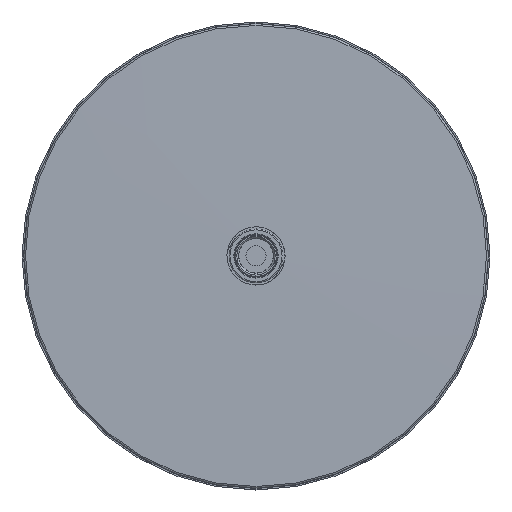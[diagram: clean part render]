
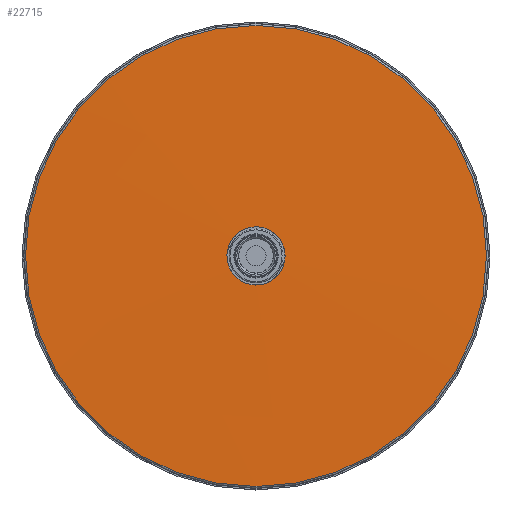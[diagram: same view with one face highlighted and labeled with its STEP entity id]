
A CAD part, top view. The second image highlights one B-rep face of the part: STEP entity #22715.
In plain terms, the highlighted conical face has half-angle 89.5 degrees and reference radius 12.37 mm.
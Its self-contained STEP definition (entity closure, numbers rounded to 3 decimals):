
#4519=CIRCLE('',#27410,126.107);
#4520=CIRCLE('',#27412,14.6);
#4890=CONICAL_SURFACE('',#27411,12.37,1.562);
#9150=ORIENTED_EDGE('',*,*,#12862,.F.);
#9151=ORIENTED_EDGE('',*,*,#12863,.T.);
#12862=EDGE_CURVE('',#16503,#16503,#4519,.T.);
#12863=EDGE_CURVE('',#16504,#16504,#4520,.T.);
#16503=VERTEX_POINT('',#52009);
#16504=VERTEX_POINT('',#52012);
#19650=EDGE_LOOP('',(#9150));
#19651=EDGE_LOOP('',(#9151));
#21696=FACE_BOUND('',#19650,.T.);
#21697=FACE_BOUND('',#19651,.T.);
#22715=ADVANCED_FACE('',(#21696,#21697),#4890,.T.);
#27410=AXIS2_PLACEMENT_3D('',#52008,#32894,#32895);
#27411=AXIS2_PLACEMENT_3D('',#52010,#32896,#32897);
#27412=AXIS2_PLACEMENT_3D('',#52011,#32898,#32899);
#32894=DIRECTION('',(0.,0.,-1.));
#32895=DIRECTION('',(-0.5,-0.866,0.));
#32896=DIRECTION('',(0.,0.,-1.));
#32897=DIRECTION('',(-0.5,-0.866,0.));
#32898=DIRECTION('',(0.,0.,-1.));
#32899=DIRECTION('',(-0.5,-0.866,0.));
#52008=CARTESIAN_POINT('',(0.,0.,13.5));
#52009=CARTESIAN_POINT('',(-63.053,-109.212,13.5));
#52010=CARTESIAN_POINT('',(0.,0.,14.493));
#52011=CARTESIAN_POINT('',(0.,0.,14.473));
#52012=CARTESIAN_POINT('',(-7.3,-12.644,14.473));
